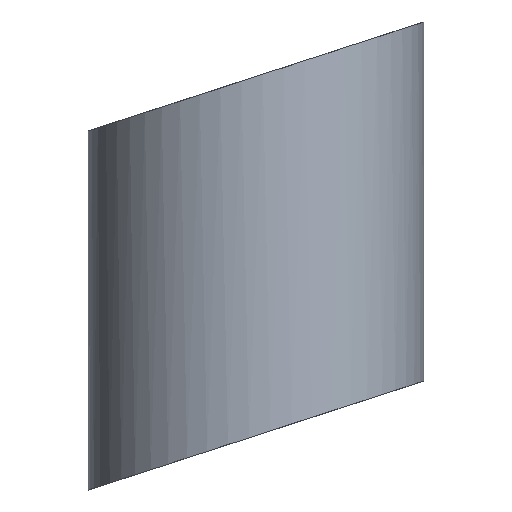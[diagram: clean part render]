
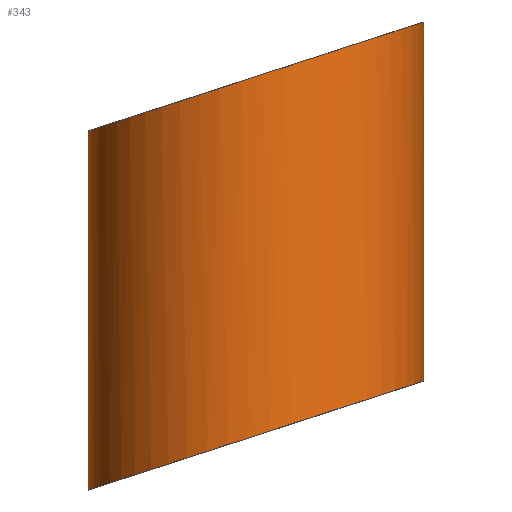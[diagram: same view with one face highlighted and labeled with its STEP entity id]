
A CAD part, left-side view. The second image highlights one B-rep face of the part: STEP entity #343.
In plain terms, the highlighted cylindrical face has radius 11 mm (diameter 22 mm), a partial arc.
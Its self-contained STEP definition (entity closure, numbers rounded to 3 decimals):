
#21=CYLINDRICAL_SURFACE('',#414,11.);
#31=ELLIPSE('',#375,11.566,11.);
#34=ELLIPSE('',#391,11.566,11.);
#64=FACE_OUTER_BOUND('',#93,.T.);
#93=EDGE_LOOP('',(#307,#308,#309,#310));
#111=LINE('',#619,#130);
#113=LINE('',#628,#132);
#130=VECTOR('',#512,10.);
#132=VECTOR('',#528,10.);
#159=VERTEX_POINT('',#547);
#160=VERTEX_POINT('',#549);
#172=VERTEX_POINT('',#582);
#173=VERTEX_POINT('',#584);
#190=EDGE_CURVE('',#160,#159,#31,.T.);
#207=EDGE_CURVE('',#173,#172,#34,.T.);
#225=EDGE_CURVE('',#172,#160,#111,.T.);
#227=EDGE_CURVE('',#159,#173,#113,.T.);
#307=ORIENTED_EDGE('',*,*,#190,.T.);
#308=ORIENTED_EDGE('',*,*,#227,.T.);
#309=ORIENTED_EDGE('',*,*,#207,.T.);
#310=ORIENTED_EDGE('',*,*,#225,.T.);
#343=ADVANCED_FACE('',(#64),#21,.T.);
#375=AXIS2_PLACEMENT_3D('',#550,#433,#434);
#391=AXIS2_PLACEMENT_3D('',#585,#471,#472);
#414=AXIS2_PLACEMENT_3D('',#627,#526,#527);
#433=DIRECTION('center_axis',(0.,-0.309,-0.951));
#434=DIRECTION('ref_axis',(0.,-0.951,0.309));
#471=DIRECTION('center_axis',(0.,0.309,0.951));
#472=DIRECTION('ref_axis',(0.,0.951,-0.309));
#512=DIRECTION('',(0.,0.,1.));
#526=DIRECTION('center_axis',(0.,0.,1.));
#527=DIRECTION('ref_axis',(-0.707,0.707,0.));
#528=DIRECTION('',(0.,0.,-1.));
#547=CARTESIAN_POINT('',(11.,24.444,-10.045));
#549=CARTESIAN_POINT('',(11.,2.444,-2.897));
#550=CARTESIAN_POINT('Origin',(11.,13.444,-6.471));
#582=CARTESIAN_POINT('',(11.,2.444,-26.45));
#584=CARTESIAN_POINT('',(11.,24.444,-33.598));
#585=CARTESIAN_POINT('Origin',(11.,13.444,-30.024));
#619=CARTESIAN_POINT('',(11.,2.444,-9.181));
#627=CARTESIAN_POINT('Origin',(11.,13.444,-24.532));
#628=CARTESIAN_POINT('',(11.,24.444,-24.532));
